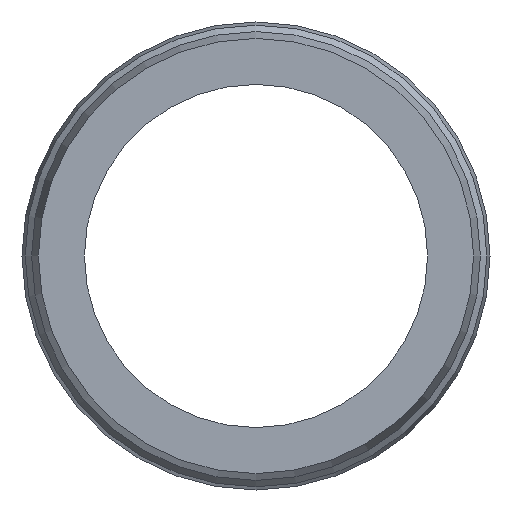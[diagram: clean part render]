
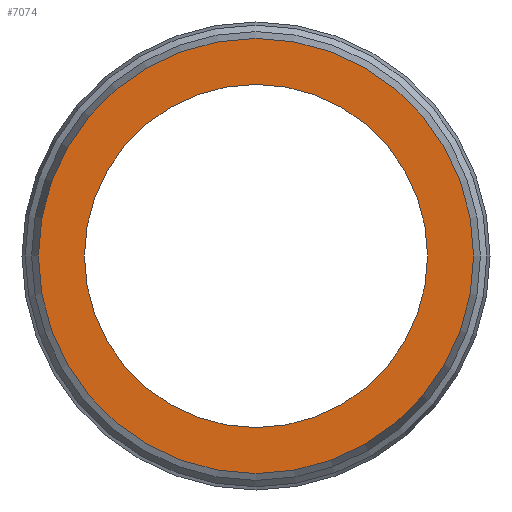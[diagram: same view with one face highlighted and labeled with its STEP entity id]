
A CAD part, front view. The second image highlights one B-rep face of the part: STEP entity #7074.
In plain terms, the highlighted planar face has unit normal (0, -1, 0).
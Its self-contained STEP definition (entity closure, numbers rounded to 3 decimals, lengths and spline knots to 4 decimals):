
#55=FACE_BOUND('',#1449,.T.);
#646=PLANE('',#7698);
#1030=FACE_OUTER_BOUND('',#1448,.T.);
#1448=EDGE_LOOP('',(#6618,#6619));
#1449=EDGE_LOOP('',(#6620,#6621));
#1761=CIRCLE('',#7696,0.625);
#1762=CIRCLE('',#7697,0.625);
#1763=CIRCLE('',#7699,0.7926);
#1764=CIRCLE('',#7700,0.7926);
#3447=VERTEX_POINT('',#35428);
#3448=VERTEX_POINT('',#35430);
#3449=VERTEX_POINT('',#35434);
#3450=VERTEX_POINT('',#35435);
#4505=EDGE_CURVE('',#3448,#3447,#1761,.T.);
#4506=EDGE_CURVE('',#3447,#3448,#1762,.T.);
#4507=EDGE_CURVE('',#3449,#3450,#1763,.T.);
#4508=EDGE_CURVE('',#3450,#3449,#1764,.T.);
#6618=ORIENTED_EDGE('',*,*,#4507,.F.);
#6619=ORIENTED_EDGE('',*,*,#4508,.F.);
#6620=ORIENTED_EDGE('',*,*,#4505,.T.);
#6621=ORIENTED_EDGE('',*,*,#4506,.T.);
#7074=ADVANCED_FACE('',(#1030,#55),#646,.T.);
#7696=AXIS2_PLACEMENT_3D('',#35431,#9392,#9393);
#7697=AXIS2_PLACEMENT_3D('',#35432,#9394,#9395);
#7698=AXIS2_PLACEMENT_3D('',#35433,#9396,#9397);
#7699=AXIS2_PLACEMENT_3D('',#35436,#9398,#9399);
#7700=AXIS2_PLACEMENT_3D('',#35437,#9400,#9401);
#9392=DIRECTION('center_axis',(0.,1.,0.));
#9393=DIRECTION('ref_axis',(-1.,0.,0.));
#9394=DIRECTION('center_axis',(0.,1.,0.));
#9395=DIRECTION('ref_axis',(-1.,0.,0.));
#9396=DIRECTION('center_axis',(0.,-1.,0.));
#9397=DIRECTION('ref_axis',(0.,0.,-1.));
#9398=DIRECTION('center_axis',(0.,1.,0.));
#9399=DIRECTION('ref_axis',(-1.,0.,0.));
#9400=DIRECTION('center_axis',(0.,1.,0.));
#9401=DIRECTION('ref_axis',(-1.,0.,0.));
#35428=CARTESIAN_POINT('',(0.625,-5.22,0.));
#35430=CARTESIAN_POINT('',(-0.625,-5.22,0.));
#35431=CARTESIAN_POINT('Origin',(0.,-5.22,0.));
#35432=CARTESIAN_POINT('Origin',(0.,-5.22,0.));
#35433=CARTESIAN_POINT('Origin',(-0.7088,-5.22,0.));
#35434=CARTESIAN_POINT('',(-0.7926,-5.22,0.));
#35435=CARTESIAN_POINT('',(0.7926,-5.22,0.));
#35436=CARTESIAN_POINT('Origin',(0.,-5.22,0.));
#35437=CARTESIAN_POINT('Origin',(0.,-5.22,0.));
